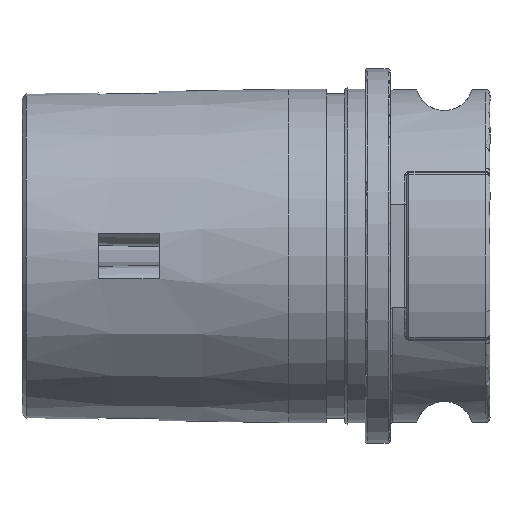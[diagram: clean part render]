
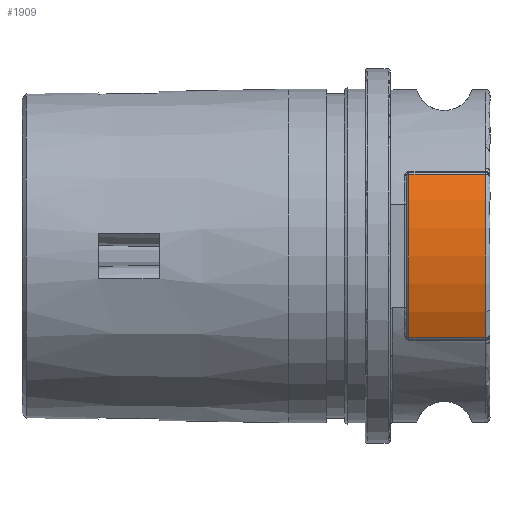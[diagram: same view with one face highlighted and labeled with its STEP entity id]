
A CAD part, left-side view. The second image highlights one B-rep face of the part: STEP entity #1909.
In plain terms, the highlighted cylindrical face has radius 22.25 mm (diameter 44.5 mm), a partial arc.
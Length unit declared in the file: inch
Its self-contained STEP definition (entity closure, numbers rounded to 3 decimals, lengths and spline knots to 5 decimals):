
#887=FACE_OUTER_BOUND('',#3888,.T.);
#1909=ADVANCED_FACE('NONE',(#887),#2869,.T.);
#2869=CYLINDRICAL_SURFACE('',#17355,0.87598);
#3888=EDGE_LOOP('',(#5660,#5661,#5662,#5663));
#4983=CIRCLE('',#17317,0.87598);
#4991=CIRCLE('',#17332,0.87598);
#5660=ORIENTED_EDGE('',*,*,#12196,.T.);
#5661=ORIENTED_EDGE('',*,*,#12159,.T.);
#5662=ORIENTED_EDGE('',*,*,#12171,.T.);
#5663=ORIENTED_EDGE('',*,*,#12180,.T.);
#10544=VERTEX_POINT('',#23377);
#10545=VERTEX_POINT('',#23412);
#10554=VERTEX_POINT('',#23485);
#10560=VERTEX_POINT('',#23507);
#12159=EDGE_CURVE('NONE',#10545,#10544,#4983,.T.);
#12171=EDGE_CURVE('NONE',#10544,#10554,#14604,.T.);
#12180=EDGE_CURVE('NONE',#10554,#10560,#4991,.T.);
#12196=EDGE_CURVE('NONE',#10560,#10545,#14613,.T.);
#14604=LINE('',#23484,#15952);
#14613=LINE('',#23569,#15961);
#15952=VECTOR('',#18920,1.);
#15961=VECTOR('',#18969,1.);
#17317=AXIS2_PLACEMENT_3D('',#23415,#18902,#18903);
#17332=AXIS2_PLACEMENT_3D('',#23508,#18938,#18939);
#17355=AXIS2_PLACEMENT_3D('',#23618,#18994,#18995);
#18902=DIRECTION('',(0.,1.,0.));
#18903=DIRECTION('',(0.,0.,-1.));
#18920=DIRECTION('',(0.,1.,0.));
#18938=DIRECTION('',(0.,-1.,0.));
#18939=DIRECTION('',(1.,0.,0.));
#18969=DIRECTION('',(0.,-1.,0.));
#18994=DIRECTION('',(0.,-1.,0.));
#18995=DIRECTION('',(0.,0.,-1.));
#23377=CARTESIAN_POINT('',(-0.78526,-0.93638,0.38822));
#23412=CARTESIAN_POINT('',(-0.78526,-0.93638,-0.38822));
#23415=CARTESIAN_POINT('',(0.,-0.93638,0.));
#23484=CARTESIAN_POINT('',(-0.78526,2.94157,0.38822));
#23485=CARTESIAN_POINT('',(-0.78526,-0.5722,0.38822));
#23507=CARTESIAN_POINT('',(-0.78526,-0.5722,-0.38822));
#23508=CARTESIAN_POINT('',(0.,-0.5722,0.));
#23569=CARTESIAN_POINT('',(-0.78526,2.94157,-0.38822));
#23618=CARTESIAN_POINT('',(0.,2.94157,0.));
